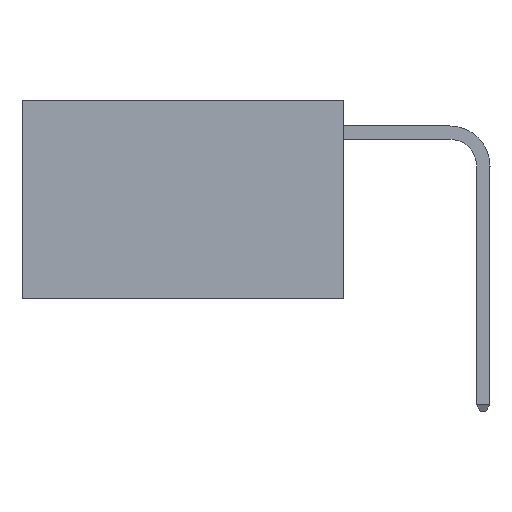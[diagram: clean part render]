
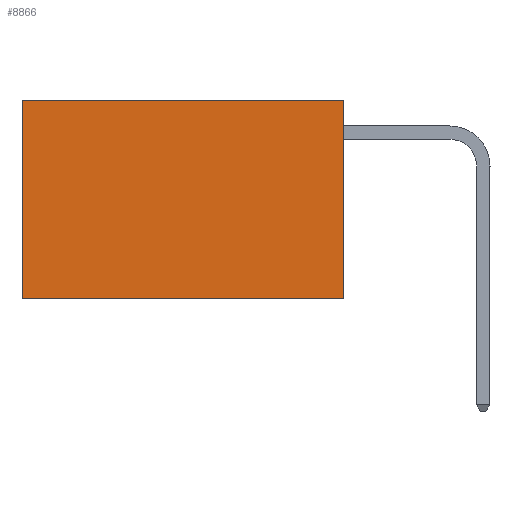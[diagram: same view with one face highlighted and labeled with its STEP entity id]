
A CAD part, left-side view. The second image highlights one B-rep face of the part: STEP entity #8866.
In plain terms, the highlighted planar face has unit normal (-1, 0, 0).
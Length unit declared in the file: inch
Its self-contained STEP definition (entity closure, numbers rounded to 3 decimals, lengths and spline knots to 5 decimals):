
#615 = CARTESIAN_POINT ( 'NONE',  ( 0.2625, 0., -0.37 ) ) ;
#946 = CARTESIAN_POINT ( 'NONE',  ( 0.2625, 0., 0. ) ) ;
#954 = LINE ( 'NONE', #615, #12282 ) ;
#1084 = ORIENTED_EDGE ( 'NONE', *, *, #8164, .F. ) ;
#2895 = DIRECTION ( 'NONE',  ( 0., 1., 0. ) ) ;
#3295 = VERTEX_POINT ( 'NONE', #28384 ) ;
#3777 = VECTOR ( 'NONE', #27365, 39.37008 ) ;
#4167 = ORIENTED_EDGE ( 'NONE', *, *, #13002, .F. ) ;
#4503 = LINE ( 'NONE', #20758, #3777 ) ;
#8164 = EDGE_CURVE ( 'NONE', #11135, #21804, #954, .T. ) ;
#8866 = ADVANCED_FACE ( 'NONE', ( #24181 ), #21250, .F. ) ;
#9525 = CARTESIAN_POINT ( 'NONE',  ( 0.2625, 0., 0. ) ) ;
#10011 = DIRECTION ( 'NONE',  ( 1., 0., 0. ) ) ;
#10060 = DIRECTION ( 'NONE',  ( 0., 1., 0. ) ) ;
#11135 = VERTEX_POINT ( 'NONE', #17276 ) ;
#11940 = LINE ( 'NONE', #946, #16508 ) ;
#12282 = VECTOR ( 'NONE', #2895, 39.37008 ) ;
#13002 = EDGE_CURVE ( 'NONE', #20829, #11135, #26433, .T. ) ;
#13341 = AXIS2_PLACEMENT_3D ( 'NONE', #9525, #10011, #25756 ) ;
#15121 = VECTOR ( 'NONE', #17283, 39.37008 ) ;
#15360 = EDGE_CURVE ( 'NONE', #20829, #3295, #11940, .T. ) ;
#16508 = VECTOR ( 'NONE', #10060, 39.37008 ) ;
#17276 = CARTESIAN_POINT ( 'NONE',  ( 0.2625, 0., -0.37 ) ) ;
#17283 = DIRECTION ( 'NONE',  ( 0., 0., -1. ) ) ;
#18278 = CARTESIAN_POINT ( 'NONE',  ( 0.2625, 0.6, -0.37 ) ) ;
#19586 = CARTESIAN_POINT ( 'NONE',  ( 0.2625, 0., 0. ) ) ;
#20758 = CARTESIAN_POINT ( 'NONE',  ( 0.2625, 0.6, 0. ) ) ;
#20829 = VERTEX_POINT ( 'NONE', #25236 ) ;
#21250 = PLANE ( 'NONE',  #13341 ) ;
#21804 = VERTEX_POINT ( 'NONE', #18278 ) ;
#24181 = FACE_OUTER_BOUND ( 'NONE', #29247, .T. ) ;
#24357 = ORIENTED_EDGE ( 'NONE', *, *, #25247, .T. ) ;
#25236 = CARTESIAN_POINT ( 'NONE',  ( 0.2625, 0., 0. ) ) ;
#25247 = EDGE_CURVE ( 'NONE', #3295, #21804, #4503, .T. ) ;
#25756 = DIRECTION ( 'NONE',  ( 0., 0., -1. ) ) ;
#26433 = LINE ( 'NONE', #19586, #15121 ) ;
#26584 = ORIENTED_EDGE ( 'NONE', *, *, #15360, .T. ) ;
#27365 = DIRECTION ( 'NONE',  ( 0., 0., -1. ) ) ;
#28384 = CARTESIAN_POINT ( 'NONE',  ( 0.2625, 0.6, 0. ) ) ;
#29247 = EDGE_LOOP ( 'NONE', ( #24357, #1084, #4167, #26584 ) ) ;
